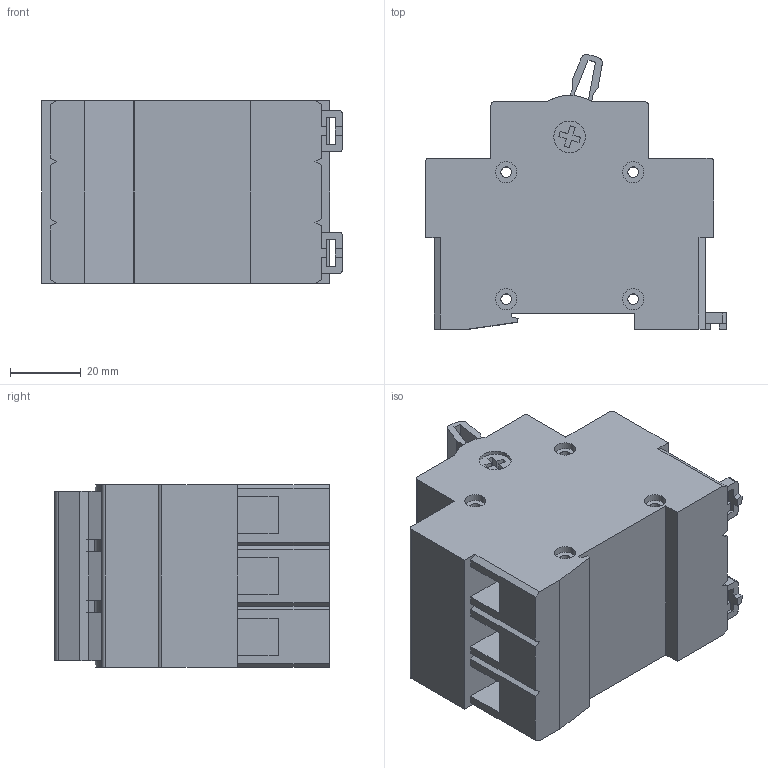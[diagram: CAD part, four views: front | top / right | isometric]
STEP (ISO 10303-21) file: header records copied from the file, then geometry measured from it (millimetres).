
FILE_DESCRIPTION (( 'STEP AP214' ), '1' );
FILE_NAME ('GtecISO 3 Pole.STEP', '2020-05-26T05:19:08', ( '' ), ( '' ), 'SwSTEP 2.0', 'SolidWorks 2020', '' );
FILE_SCHEMA (( 'AUTOMOTIVE_DESIGN' ));
Length unit declared in the file: millimetre
Products named in the file (1): GtecISO 3 Pole
Bounding box: 85.2 x 77.84 x 51.75 mm (x, y, z)
Volume: 212187 mm3; surface area: 37413.3 mm2
Topology: 1 solids, 3 shells, 692 faces, 1861 edges, 1226 vertices
Faces by surface type: plane 444, cylinder 155, bspline 87, sphere 6
Entity records: 30104 total; most frequent: CARTESIAN_POINT 9025, ORIENTED_EDGE 3698, DIRECTION 3287, EDGE_CURVE 1849, VECTOR 1275, LINE 1275, VERTEX_POINT 1220, AXIS2_PLACEMENT_3D 1006
